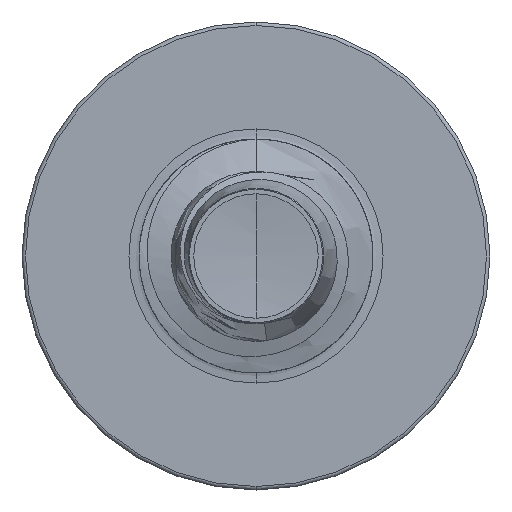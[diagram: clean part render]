
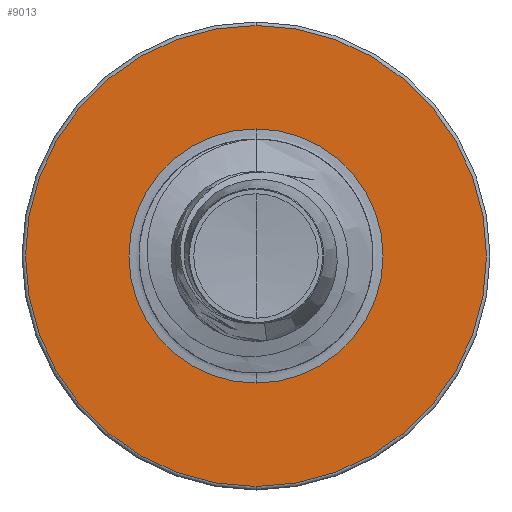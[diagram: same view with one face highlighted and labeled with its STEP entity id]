
A CAD part, front view. The second image highlights one B-rep face of the part: STEP entity #9013.
In plain terms, the highlighted planar face has unit normal (0, -1, 0).
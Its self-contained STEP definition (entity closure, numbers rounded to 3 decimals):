
#424 = ORIENTED_EDGE ( 'NONE', *, *, #5873, .T. ) ;
#897 = CARTESIAN_POINT ( 'NONE',  ( 0., 9., -1.086 ) ) ;
#905 = DIRECTION ( 'NONE',  ( 0., 1., 0. ) ) ;
#1017 = ORIENTED_EDGE ( 'NONE', *, *, #1713, .T. ) ;
#1066 = FACE_BOUND ( 'NONE', #3756, .T. ) ;
#1713 = EDGE_CURVE ( 'NONE', #5856, #6165, #10259, .T. ) ;
#2096 = EDGE_LOOP ( 'NONE', ( #14992, #4587 ) ) ;
#2141 = EDGE_CURVE ( 'NONE', #13417, #7674, #2862, .T. ) ;
#2661 = EDGE_CURVE ( 'NONE', #7674, #13417, #14471, .T. ) ;
#2862 = CIRCLE ( 'NONE', #9959, 1.97 ) ;
#3377 = PLANE ( 'NONE',  #10367 ) ;
#3494 = DIRECTION ( 'NONE',  ( 0., 0., 1. ) ) ;
#3756 = EDGE_LOOP ( 'NONE', ( #424, #1017 ) ) ;
#4218 = CARTESIAN_POINT ( 'NONE',  ( 0., 9., -1.97 ) ) ;
#4587 = ORIENTED_EDGE ( 'NONE', *, *, #2661, .F. ) ;
#4978 = AXIS2_PLACEMENT_3D ( 'NONE', #8464, #13788, #11508 ) ;
#5856 = VERTEX_POINT ( 'NONE', #5989 ) ;
#5873 = EDGE_CURVE ( 'NONE', #6165, #5856, #10292, .T. ) ;
#5989 = CARTESIAN_POINT ( 'NONE',  ( 0., 9., -1.086 ) ) ;
#6165 = VERTEX_POINT ( 'NONE', #8556 ) ;
#7066 = CARTESIAN_POINT ( 'NONE',  ( 0., 9., 0. ) ) ;
#7674 = VERTEX_POINT ( 'NONE', #4218 ) ;
#8076 = DIRECTION ( 'NONE',  ( 0., 0., 1. ) ) ;
#8112 = DIRECTION ( 'NONE',  ( 0., 1., 0. ) ) ;
#8132 = CARTESIAN_POINT ( 'NONE',  ( 0., 9., 0. ) ) ;
#8464 = CARTESIAN_POINT ( 'NONE',  ( 0., 9., 0. ) ) ;
#8503 = CARTESIAN_POINT ( 'NONE',  ( 0., 9., 0. ) ) ;
#8556 = CARTESIAN_POINT ( 'NONE',  ( 0., 9., 1.086 ) ) ;
#9013 = ADVANCED_FACE ( 'NONE', ( #13779, #1066 ), #3377, .F. ) ;
#9722 = DIRECTION ( 'NONE',  ( 0., 0., 1. ) ) ;
#9959 = AXIS2_PLACEMENT_3D ( 'NONE', #7066, #11503, #10307 ) ;
#10259 = CIRCLE ( 'NONE', #4978, 1.086 ) ;
#10292 = CIRCLE ( 'NONE', #10956, 1.086 ) ;
#10307 = DIRECTION ( 'NONE',  ( 0., 0., 1. ) ) ;
#10309 = CARTESIAN_POINT ( 'NONE',  ( 0., 9., 1.97 ) ) ;
#10367 = AXIS2_PLACEMENT_3D ( 'NONE', #897, #10900, #3494 ) ;
#10900 = DIRECTION ( 'NONE',  ( 0., 1., 0. ) ) ;
#10956 = AXIS2_PLACEMENT_3D ( 'NONE', #8503, #905, #9722 ) ;
#11503 = DIRECTION ( 'NONE',  ( 0., 1., 0. ) ) ;
#11508 = DIRECTION ( 'NONE',  ( 0., 0., 1. ) ) ;
#13417 = VERTEX_POINT ( 'NONE', #10309 ) ;
#13779 = FACE_OUTER_BOUND ( 'NONE', #2096, .T. ) ;
#13788 = DIRECTION ( 'NONE',  ( 0., 1., 0. ) ) ;
#14471 = CIRCLE ( 'NONE', #14702, 1.97 ) ;
#14702 = AXIS2_PLACEMENT_3D ( 'NONE', #8132, #8112, #8076 ) ;
#14992 = ORIENTED_EDGE ( 'NONE', *, *, #2141, .F. ) ;
